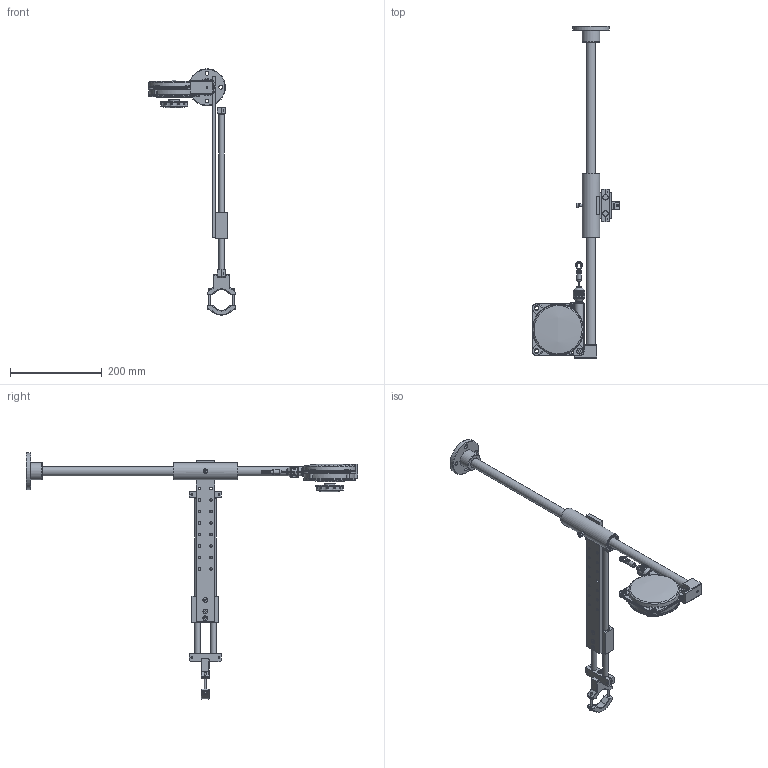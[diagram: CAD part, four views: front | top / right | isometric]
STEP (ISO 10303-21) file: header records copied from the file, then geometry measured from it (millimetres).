
FILE_DESCRIPTION (( 'STEP AP214' ), '1' );
FILE_NAME ('Braccio LINAR2 010682.STEP', '2023-06-08T13:04:03', ( '' ), ( '' ), 'SwSTEP 2.0', 'SolidWorks 2022', '' );
FILE_SCHEMA (( 'AUTOMOTIVE_DESIGN' ));
Length unit declared in the file: millimetre
Products named in the file (1): Braccio LINAR2 010682
Bounding box: 191.34 x 722 x 535.83 mm (x, y, z)
Surface area: 243351.8 mm2 (no closed solid volume)
Topology: 0 solids, 105 shells, 824 faces, 3045 edges, 2265 vertices
Faces by surface type: plane 321, cylinder 147, cone 132, torus 111, bspline 92, sphere 21
Full cylindrical faces by diameter (mm): 2 x3, 2.8 x1, 3.3 x5, 4.8 x3, 4.9 x2, 5.3 x1, 5.5 x17, 5.7 x1, 6 x1, 6.8 x1, 7 x2, 8 x4, 8.4 x3, 8.5 x4, 9 x2, 9.5 x2, 10 x4, 10.5 x2, 12 x2, 12.7 x2, 16 x1, 16.6 x4, 20 x1, 22 x1, 28 x2, 32 x1, 38 x2, 80 x1
Entity records: 50083 total; most frequent: CARTESIAN_POINT 17865, DIRECTION 4524, ORIENTED_EDGE 4023, EDGE_CURVE 2834, VERTEX_POINT 2230, AXIS2_PLACEMENT_3D 1818, EDGE_LOOP 1197, CIRCLE 1085
